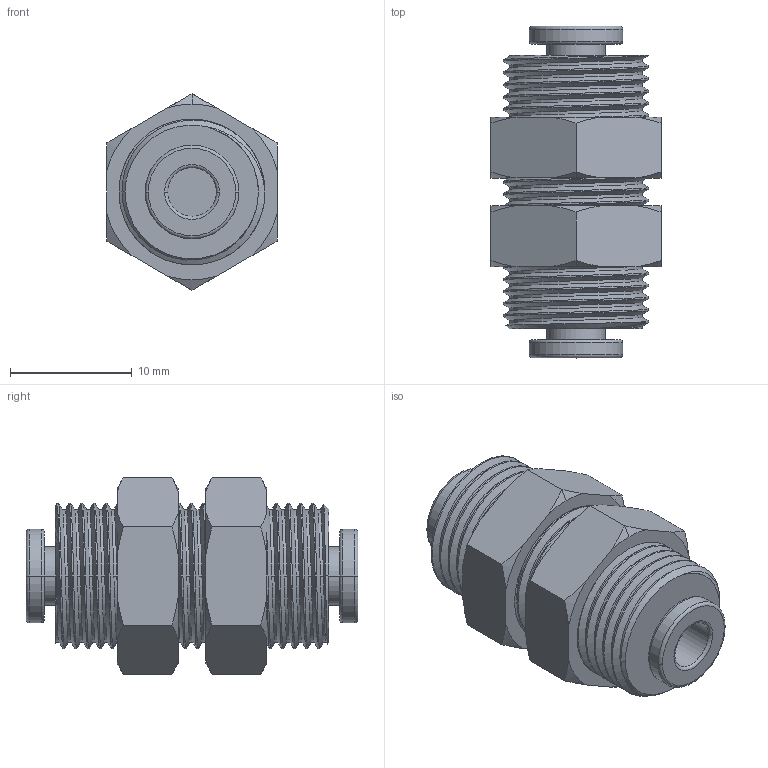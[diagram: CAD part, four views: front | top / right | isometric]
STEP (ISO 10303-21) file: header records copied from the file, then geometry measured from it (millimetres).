
FILE_DESCRIPTION (( 'STEP AP214' ), '1' );
FILE_NAME ('KQ2E04-00A.step.step', '2018-04-10T06:12:57', ( '' ), ( '' ), 'SwSTEP 2.0', 'SolidWorks 2018', '' );
FILE_SCHEMA (( 'AUTOMOTIVE_DESIGN' ));
Length unit declared in the file: millimetre
Products named in the file (4): KQ2E04-00A.step_BUTTON_04; KQ2E04-00A.step_NUT_B04-00A; KQ2E04-00A.step; KQ2E04-00A.step_STUD_BU_04
Assembly tree (5 placements, depth 2):
  KQ2E04-00A.step
    KQ2E04-00A.step_STUD_BU_04
    KQ2E04-00A.step_NUT_B04-00A  x2
    KQ2E04-00A.step_BUTTON_04  x2
Bounding box: 14 x 27.3 x 16.17 mm (x, y, z)
Volume: 2691.4 mm3; surface area: 3790.4 mm2
Topology: 5 solids, 5 shells, 184 faces, 493 edges, 323 vertices
Faces by surface type: cylinder 113, cone 31, plane 26, torus 12, bspline 2
Entity records: 7983 total; most frequent: CARTESIAN_POINT 4677, ORIENTED_EDGE 798, DIRECTION 547, EDGE_CURVE 399, VERTEX_POINT 263, AXIS2_PLACEMENT_3D 211, EDGE_LOOP 152, ADVANCED_FACE 145
